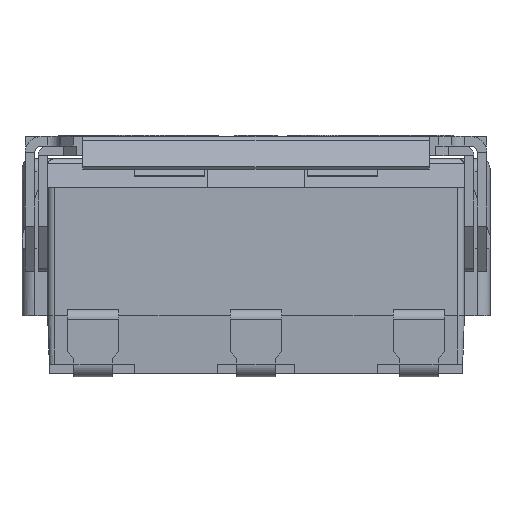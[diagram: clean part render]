
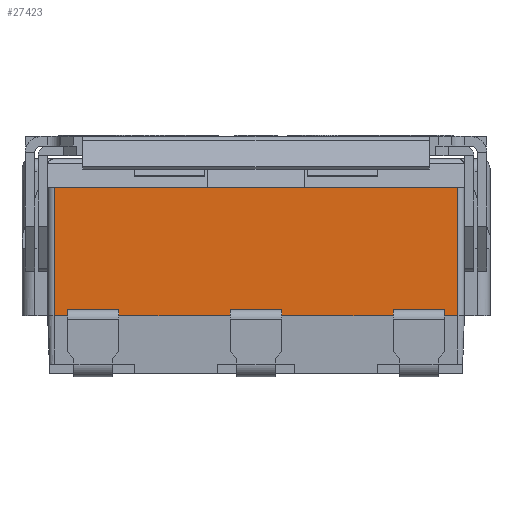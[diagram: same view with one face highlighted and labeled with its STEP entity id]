
A CAD part, front view. The second image highlights one B-rep face of the part: STEP entity #27423.
In plain terms, the highlighted planar face has unit normal (0, -1, 0).
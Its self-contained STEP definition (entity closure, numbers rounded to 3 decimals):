
#1981=ORIENTED_EDGE('',*,*,#10018,.F.);
#1982=ORIENTED_EDGE('',*,*,#8754,.T.);
#1983=ORIENTED_EDGE('',*,*,#10019,.T.);
#1984=ORIENTED_EDGE('',*,*,#10020,.F.);
#1985=ORIENTED_EDGE('',*,*,#10021,.F.);
#1986=ORIENTED_EDGE('',*,*,#10017,.T.);
#1987=ORIENTED_EDGE('',*,*,#10022,.T.);
#1988=ORIENTED_EDGE('',*,*,#8729,.F.);
#1989=ORIENTED_EDGE('',*,*,#10023,.F.);
#1990=ORIENTED_EDGE('',*,*,#8722,.T.);
#1991=ORIENTED_EDGE('',*,*,#10024,.T.);
#1992=ORIENTED_EDGE('',*,*,#8697,.F.);
#1993=ORIENTED_EDGE('',*,*,#10025,.F.);
#1994=ORIENTED_EDGE('',*,*,#8690,.T.);
#1995=ORIENTED_EDGE('',*,*,#10026,.T.);
#1996=ORIENTED_EDGE('',*,*,#8761,.F.);
#8690=EDGE_CURVE('',#12775,#12774,#15501,.T.);
#8697=EDGE_CURVE('',#12781,#12782,#15506,.T.);
#8722=EDGE_CURVE('',#12799,#12798,#15527,.T.);
#8729=EDGE_CURVE('',#12805,#12806,#15532,.T.);
#8754=EDGE_CURVE('',#12823,#12822,#15553,.T.);
#8761=EDGE_CURVE('',#12829,#12830,#15558,.T.);
#10017=EDGE_CURVE('',#13978,#13979,#16686,.T.);
#10018=EDGE_CURVE('',#12823,#12829,#16687,.T.);
#10019=EDGE_CURVE('',#12822,#13980,#16688,.T.);
#10020=EDGE_CURVE('',#13981,#13980,#16689,.T.);
#10021=EDGE_CURVE('',#13978,#13981,#16690,.T.);
#10022=EDGE_CURVE('',#13979,#12806,#16691,.T.);
#10023=EDGE_CURVE('',#12799,#12805,#16692,.T.);
#10024=EDGE_CURVE('',#12798,#12782,#16693,.T.);
#10025=EDGE_CURVE('',#12775,#12781,#16694,.T.);
#10026=EDGE_CURVE('',#12774,#12830,#16695,.T.);
#12774=VERTEX_POINT('',#47557);
#12775=VERTEX_POINT('',#47559);
#12781=VERTEX_POINT('',#47572);
#12782=VERTEX_POINT('',#47574);
#12798=VERTEX_POINT('',#47619);
#12799=VERTEX_POINT('',#47621);
#12805=VERTEX_POINT('',#47634);
#12806=VERTEX_POINT('',#47636);
#12822=VERTEX_POINT('',#47681);
#12823=VERTEX_POINT('',#47683);
#12829=VERTEX_POINT('',#47696);
#12830=VERTEX_POINT('',#47698);
#13978=VERTEX_POINT('',#50192);
#13979=VERTEX_POINT('',#50194);
#13980=VERTEX_POINT('',#50199);
#13981=VERTEX_POINT('',#50201);
#15501=LINE('',#47558,#19336);
#15506=LINE('',#47573,#19341);
#15527=LINE('',#47620,#19362);
#15532=LINE('',#47635,#19367);
#15553=LINE('',#47682,#19388);
#15558=LINE('',#47697,#19393);
#16686=LINE('',#50195,#20521);
#16687=LINE('',#50197,#20522);
#16688=LINE('',#50198,#20523);
#16689=LINE('',#50200,#20524);
#16690=LINE('',#50202,#20525);
#16691=LINE('',#50203,#20526);
#16692=LINE('',#50204,#20527);
#16693=LINE('',#50205,#20528);
#16694=LINE('',#50206,#20529);
#16695=LINE('',#50207,#20530);
#19336=VECTOR('',#40350,1000.);
#19341=VECTOR('',#40361,1000.);
#19362=VECTOR('',#40400,1000.);
#19367=VECTOR('',#40411,1000.);
#19388=VECTOR('',#40450,1000.);
#19393=VECTOR('',#40461,1000.);
#20521=VECTOR('',#42005,1000.);
#20522=VECTOR('',#42008,1000.);
#20523=VECTOR('',#42009,1000.);
#20524=VECTOR('',#42010,1000.);
#20525=VECTOR('',#42011,1000.);
#20526=VECTOR('',#42012,1000.);
#20527=VECTOR('',#42013,1000.);
#20528=VECTOR('',#42014,1000.);
#20529=VECTOR('',#42015,1000.);
#20530=VECTOR('',#42016,1000.);
#23249=EDGE_LOOP('',(#1981,#1982,#1983,#1984,#1985,#1986,#1987,#1988,#1989,
#1990,#1991,#1992,#1993,#1994,#1995,#1996));
#24704=FACE_BOUND('',#23249,.T.);
#26110=PLANE('',#38821);
#27423=ADVANCED_FACE('',(#24704),#26110,.F.);
#38821=AXIS2_PLACEMENT_3D('',#50196,#42006,#42007);
#40350=DIRECTION('',(0.,0.,-1.));
#40361=DIRECTION('',(0.,0.,-1.));
#40400=DIRECTION('',(0.,0.,-1.));
#40411=DIRECTION('',(0.,0.,-1.));
#40450=DIRECTION('',(0.,0.,-1.));
#40461=DIRECTION('',(0.,0.,-1.));
#42005=DIRECTION('',(0.,0.,-1.));
#42006=DIRECTION('',(0.,1.,0.));
#42007=DIRECTION('',(0.,0.,1.));
#42008=DIRECTION('',(-1.,0.,0.));
#42009=DIRECTION('',(1.,0.,0.));
#42010=DIRECTION('',(0.,0.,-1.));
#42011=DIRECTION('',(1.,0.,0.));
#42012=DIRECTION('',(1.,0.,0.));
#42013=DIRECTION('',(-1.,0.,0.));
#42014=DIRECTION('',(1.,0.,0.));
#42015=DIRECTION('',(-1.,0.,0.));
#42016=DIRECTION('',(1.,0.,0.));
#47557=CARTESIAN_POINT('',(0.4,-3.55,-2.8));
#47558=CARTESIAN_POINT('',(0.4,-3.55,-0.35));
#47559=CARTESIAN_POINT('',(0.4,-3.55,-2.7));
#47572=CARTESIAN_POINT('',(-0.4,-3.55,-2.7));
#47573=CARTESIAN_POINT('',(-0.4,-3.55,-0.35));
#47574=CARTESIAN_POINT('',(-0.4,-3.55,-2.8));
#47619=CARTESIAN_POINT('',(-2.14,-3.55,-2.8));
#47620=CARTESIAN_POINT('',(-2.14,-3.55,-0.35));
#47621=CARTESIAN_POINT('',(-2.14,-3.55,-2.7));
#47634=CARTESIAN_POINT('',(-2.94,-3.55,-2.7));
#47635=CARTESIAN_POINT('',(-2.94,-3.55,-0.35));
#47636=CARTESIAN_POINT('',(-2.94,-3.55,-2.8));
#47681=CARTESIAN_POINT('',(2.94,-3.55,-2.8));
#47682=CARTESIAN_POINT('',(2.94,-3.55,-0.35));
#47683=CARTESIAN_POINT('',(2.94,-3.55,-2.7));
#47696=CARTESIAN_POINT('',(2.14,-3.55,-2.7));
#47697=CARTESIAN_POINT('',(2.14,-3.55,-0.35));
#47698=CARTESIAN_POINT('',(2.14,-3.55,-2.8));
#50192=CARTESIAN_POINT('',(-3.15,-3.55,-0.8));
#50194=CARTESIAN_POINT('',(-3.15,-3.55,-2.8));
#50195=CARTESIAN_POINT('',(-3.15,-3.55,-0.35));
#50196=CARTESIAN_POINT('',(-3.15,-3.55,-0.35));
#50197=CARTESIAN_POINT('',(-3.15,-3.55,-2.7));
#50198=CARTESIAN_POINT('',(-3.15,-3.55,-2.8));
#50199=CARTESIAN_POINT('',(3.15,-3.55,-2.8));
#50200=CARTESIAN_POINT('',(3.15,-3.55,-0.35));
#50201=CARTESIAN_POINT('',(3.15,-3.55,-0.8));
#50202=CARTESIAN_POINT('',(-3.15,-3.55,-0.8));
#50203=CARTESIAN_POINT('',(-3.15,-3.55,-2.8));
#50204=CARTESIAN_POINT('',(-3.15,-3.55,-2.7));
#50205=CARTESIAN_POINT('',(-3.15,-3.55,-2.8));
#50206=CARTESIAN_POINT('',(-3.15,-3.55,-2.7));
#50207=CARTESIAN_POINT('',(-3.15,-3.55,-2.8));
